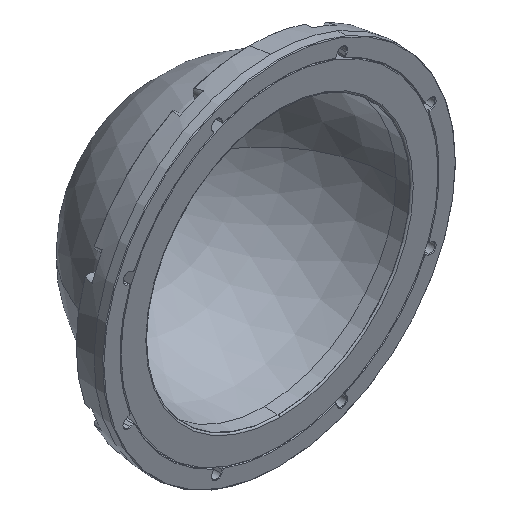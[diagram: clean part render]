
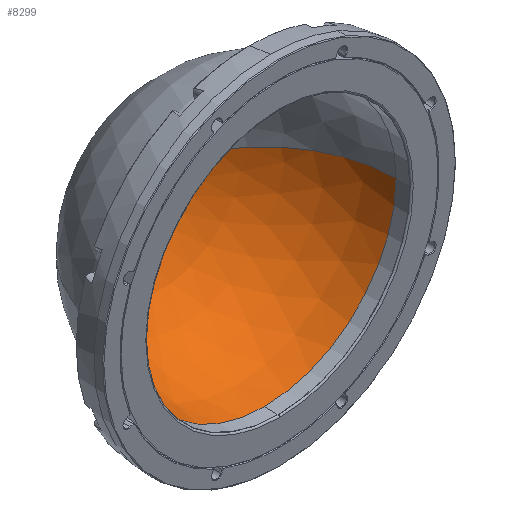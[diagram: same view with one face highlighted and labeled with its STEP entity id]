
A CAD part, isometric view. The second image highlights one B-rep face of the part: STEP entity #8299.
In plain terms, the highlighted spherical face has radius 43 mm.
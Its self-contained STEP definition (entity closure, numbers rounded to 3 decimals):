
#43 = AXIS2_PLACEMENT_3D ( 'NONE', #3269, #7199, #4538 ) ;
#378 = DIRECTION ( 'NONE',  ( 0., 1., 0. ) ) ;
#485 = CIRCLE ( 'NONE', #43, 43. ) ;
#676 = CARTESIAN_POINT ( 'NONE',  ( -43., 5., 0. ) ) ;
#1130 = FACE_OUTER_BOUND ( 'NONE', #4529, .T. ) ;
#1999 = VERTEX_POINT ( 'NONE', #3009 ) ;
#2332 = EDGE_CURVE ( 'NONE', #5202, #2430, #485, .T. ) ;
#2430 = VERTEX_POINT ( 'NONE', #676 ) ;
#2813 = EDGE_CURVE ( 'NONE', #2430, #1999, #2911, .T. ) ;
#2891 = AXIS2_PLACEMENT_3D ( 'NONE', #3866, #378, #3101 ) ;
#2911 = CIRCLE ( 'NONE', #5484, 43. ) ;
#3009 = CARTESIAN_POINT ( 'NONE',  ( 0., 5., -43. ) ) ;
#3101 = DIRECTION ( 'NONE',  ( -1., 0., 0. ) ) ;
#3269 = CARTESIAN_POINT ( 'NONE',  ( 0., 5., 0. ) ) ;
#3466 = DIRECTION ( 'NONE',  ( -1., 0., 0. ) ) ;
#3529 = ORIENTED_EDGE ( 'NONE', *, *, #2813, .T. ) ;
#3866 = CARTESIAN_POINT ( 'NONE',  ( 0., 5., 0. ) ) ;
#3995 = DIRECTION ( 'NONE',  ( 0., 0., -1. ) ) ;
#4235 = ORIENTED_EDGE ( 'NONE', *, *, #5504, .T. ) ;
#4529 = EDGE_LOOP ( 'NONE', ( #6419, #3529, #4235 ) ) ;
#4538 = DIRECTION ( 'NONE',  ( 1., 0., 0. ) ) ;
#4544 = AXIS2_PLACEMENT_3D ( 'NONE', #5995, #7378, #3995 ) ;
#5202 = VERTEX_POINT ( 'NONE', #8359 ) ;
#5484 = AXIS2_PLACEMENT_3D ( 'NONE', #8327, #6138, #3466 ) ;
#5504 = EDGE_CURVE ( 'NONE', #1999, #5202, #8659, .T. ) ;
#5995 = CARTESIAN_POINT ( 'NONE',  ( 0., 5., 0. ) ) ;
#6138 = DIRECTION ( 'NONE',  ( 0., -1., 0. ) ) ;
#6419 = ORIENTED_EDGE ( 'NONE', *, *, #2332, .T. ) ;
#6497 = SPHERICAL_SURFACE ( 'NONE', #2891, 43. ) ;
#7199 = DIRECTION ( 'NONE',  ( 0., 0., 1. ) ) ;
#7378 = DIRECTION ( 'NONE',  ( 0., -1., 0. ) ) ;
#8299 = ADVANCED_FACE ( 'NONE', ( #1130 ), #6497, .F. ) ;
#8327 = CARTESIAN_POINT ( 'NONE',  ( 0., 5., 0. ) ) ;
#8359 = CARTESIAN_POINT ( 'NONE',  ( 43., 5., 0. ) ) ;
#8659 = CIRCLE ( 'NONE', #4544, 43. ) ;
